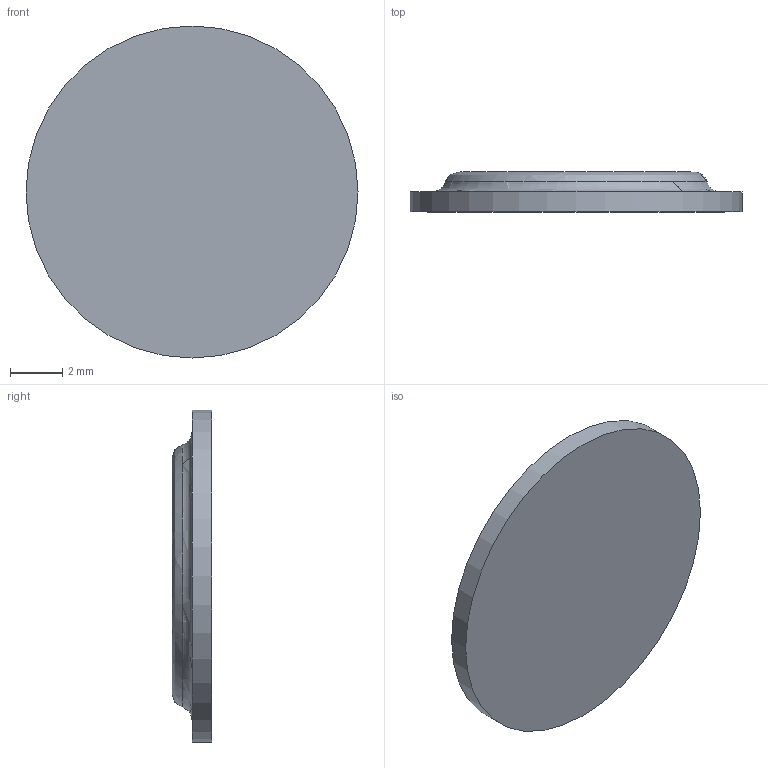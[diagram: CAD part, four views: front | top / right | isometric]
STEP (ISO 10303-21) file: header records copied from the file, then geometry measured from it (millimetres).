
FILE_DESCRIPTION(/* description */ (''),/* implementation_level */ '2;1');
FILE_NAME(/* name */ 'Bumper_Cylindrical_Flat_Top.step',/* time_stamp */ '2020-04-26T17:55:52-05:00',/* author */ (''),/* organization */ (''),/* preprocessor_version */ 'ST-DEVELOPER v18.1',/* originating_system */ 'Autodesk Translation Framework v9.2.0.1227',/* authorisation */ '');
FILE_SCHEMA (('AUTOMOTIVE_DESIGN { 1 0 10303 214 3 1 1 }'));
Length unit declared in the file: millimetre
Products named in the file (1): Bumper_Cylindrical_Flat_Top
Bounding box: 12.7 x 1.52 x 12.7 mm (x, y, z)
Volume: 156.8 mm3; surface area: 294.6 mm2
Topology: 1 solids, 1 shells, 6 faces, 10 edges, 7 vertices
Faces by surface type: plane 3, bspline 1, torus 1, cylinder 1
Full cylindrical faces by diameter (mm): 12.7 x1
Entity records: 242 total; most frequent: CARTESIAN_POINT 94, DIRECTION 25, ORIENTED_EDGE 20, AXIS2_PLACEMENT_3D 12, EDGE_CURVE 10, EDGE_LOOP 7, VERTEX_POINT 7, FACE_OUTER_BOUND 6
